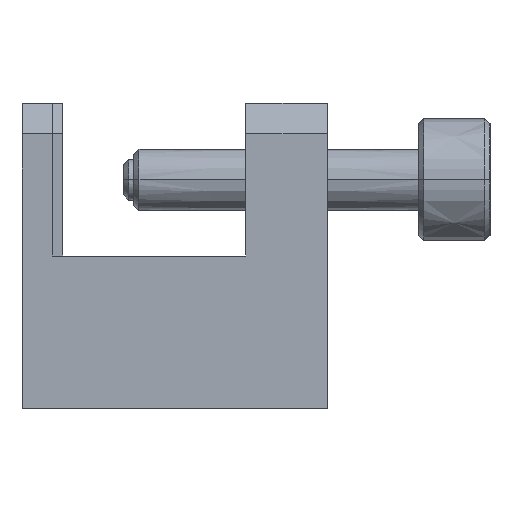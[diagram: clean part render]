
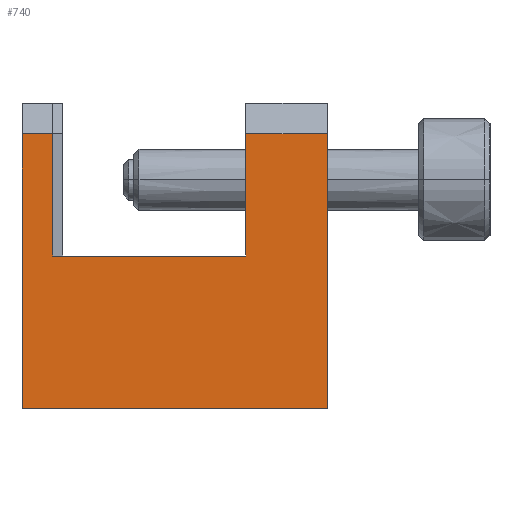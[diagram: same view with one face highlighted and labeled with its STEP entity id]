
A CAD part, left-side view. The second image highlights one B-rep face of the part: STEP entity #740.
In plain terms, the highlighted free-form (B-spline) face has degree [1, 1] with [2, 2] control points.
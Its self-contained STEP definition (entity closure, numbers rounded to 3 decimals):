
#34 = CARTESIAN_POINT ( 'NONE',  ( -70., 12., 15. ) ) ;
#85 = EDGE_CURVE ( 'NONE', #2778, #3377, #4071, .T. ) ;
#181 = DIRECTION ( 'NONE',  ( 0., 0., 1. ) ) ;
#189 = DIRECTION ( 'NONE',  ( 0., 0., 1. ) ) ;
#313 = VECTOR ( 'NONE', #189, 1000. ) ;
#379 = VECTOR ( 'NONE', #2147, 1000. ) ;
#399 = CARTESIAN_POINT ( 'NONE',  ( -70., -15., 27. ) ) ;
#426 = LINE ( 'NONE', #1011, #3660 ) ;
#450 = VECTOR ( 'NONE', #181, 1000. ) ;
#543 = EDGE_CURVE ( 'NONE', #4010, #582, #2497, .T. ) ;
#578 = VECTOR ( 'NONE', #4540, 1000. ) ;
#582 = VERTEX_POINT ( 'NONE', #599 ) ;
#599 = CARTESIAN_POINT ( 'NONE',  ( -70., -7., 27. ) ) ;
#740 = ADVANCED_FACE ( 'NONE', ( #2167 ), #2016, .T. ) ;
#851 = ORIENTED_EDGE ( 'NONE', *, *, #1119, .T. ) ;
#951 = CARTESIAN_POINT ( 'NONE',  ( -70., 15., 27. ) ) ;
#1011 = CARTESIAN_POINT ( 'NONE',  ( -70., -15., 27. ) ) ;
#1119 = EDGE_CURVE ( 'NONE', #3210, #582, #426, .T. ) ;
#1130 = CARTESIAN_POINT ( 'NONE',  ( -70., 15., 0. ) ) ;
#1275 = ORIENTED_EDGE ( 'NONE', *, *, #85, .F. ) ;
#1403 = LINE ( 'NONE', #4817, #3767 ) ;
#1659 = CARTESIAN_POINT ( 'NONE',  ( -70., -15., 27. ) ) ;
#1717 = LINE ( 'NONE', #3329, #450 ) ;
#1775 = VERTEX_POINT ( 'NONE', #3054 ) ;
#1811 = EDGE_CURVE ( 'NONE', #3455, #2892, #4662, .T. ) ;
#1893 = ORIENTED_EDGE ( 'NONE', *, *, #543, .F. ) ;
#2016 = B_SPLINE_SURFACE_WITH_KNOTS ( 'NONE', 1, 1, ( 
 ( #2728, #1130 ),
 ( #399, #5089 ) ),
 .UNSPECIFIED., .F., .F., .F.,
 ( 2, 2 ),
 ( 2, 2 ),
 ( 0., 1. ),
 ( 0., 1. ),
 .UNSPECIFIED. ) ;
#2144 = CARTESIAN_POINT ( 'NONE',  ( -70., 15., 27. ) ) ;
#2147 = DIRECTION ( 'NONE',  ( 0., -1., 0. ) ) ;
#2159 = CARTESIAN_POINT ( 'NONE',  ( -70., -7., 15. ) ) ;
#2167 = FACE_OUTER_BOUND ( 'NONE', #3957, .T. ) ;
#2308 = LINE ( 'NONE', #2898, #578 ) ;
#2497 = LINE ( 'NONE', #2159, #313 ) ;
#2538 = ORIENTED_EDGE ( 'NONE', *, *, #4232, .T. ) ;
#2575 = DIRECTION ( 'NONE',  ( 0., 1., 0. ) ) ;
#2582 = ORIENTED_EDGE ( 'NONE', *, *, #1811, .F. ) ;
#2638 = DIRECTION ( 'NONE',  ( 0., 1., 0. ) ) ;
#2694 = EDGE_CURVE ( 'NONE', #3210, #3455, #2308, .T. ) ;
#2728 = CARTESIAN_POINT ( 'NONE',  ( -70., -15., 0. ) ) ;
#2760 = CARTESIAN_POINT ( 'NONE',  ( -70., -7., 15. ) ) ;
#2778 = VERTEX_POINT ( 'NONE', #2144 ) ;
#2812 = DIRECTION ( 'NONE',  ( 0., 0., 1. ) ) ;
#2853 = ORIENTED_EDGE ( 'NONE', *, *, #2694, .F. ) ;
#2892 = VERTEX_POINT ( 'NONE', #4354 ) ;
#2898 = CARTESIAN_POINT ( 'NONE',  ( -70., -15., 27. ) ) ;
#3054 = CARTESIAN_POINT ( 'NONE',  ( -70., 12., 15. ) ) ;
#3112 = EDGE_CURVE ( 'NONE', #2892, #2778, #1403, .T. ) ;
#3210 = VERTEX_POINT ( 'NONE', #1659 ) ;
#3295 = VECTOR ( 'NONE', #2638, 1000. ) ;
#3329 = CARTESIAN_POINT ( 'NONE',  ( -70., 12., 15. ) ) ;
#3376 = EDGE_CURVE ( 'NONE', #1775, #4010, #4402, .T. ) ;
#3377 = VERTEX_POINT ( 'NONE', #3777 ) ;
#3455 = VERTEX_POINT ( 'NONE', #3889 ) ;
#3618 = VECTOR ( 'NONE', #4825, 1000. ) ;
#3660 = VECTOR ( 'NONE', #2575, 1000. ) ;
#3767 = VECTOR ( 'NONE', #2812, 1000. ) ;
#3777 = CARTESIAN_POINT ( 'NONE',  ( -70., 12., 27. ) ) ;
#3787 = ORIENTED_EDGE ( 'NONE', *, *, #3112, .F. ) ;
#3889 = CARTESIAN_POINT ( 'NONE',  ( -70., -15., 0. ) ) ;
#3957 = EDGE_LOOP ( 'NONE', ( #2538, #1275, #3787, #2582, #2853, #851, #1893, #4862 ) ) ;
#4010 = VERTEX_POINT ( 'NONE', #2760 ) ;
#4071 = LINE ( 'NONE', #951, #379 ) ;
#4232 = EDGE_CURVE ( 'NONE', #1775, #3377, #1717, .T. ) ;
#4354 = CARTESIAN_POINT ( 'NONE',  ( -70., 15., 0. ) ) ;
#4402 = LINE ( 'NONE', #34, #3618 ) ;
#4540 = DIRECTION ( 'NONE',  ( 0., 0., -1. ) ) ;
#4662 = LINE ( 'NONE', #4962, #3295 ) ;
#4817 = CARTESIAN_POINT ( 'NONE',  ( -70., 15., 0. ) ) ;
#4825 = DIRECTION ( 'NONE',  ( 0., -1., 0. ) ) ;
#4862 = ORIENTED_EDGE ( 'NONE', *, *, #3376, .F. ) ;
#4962 = CARTESIAN_POINT ( 'NONE',  ( -70., -15., 0. ) ) ;
#5089 = CARTESIAN_POINT ( 'NONE',  ( -70., 15., 27. ) ) ;
